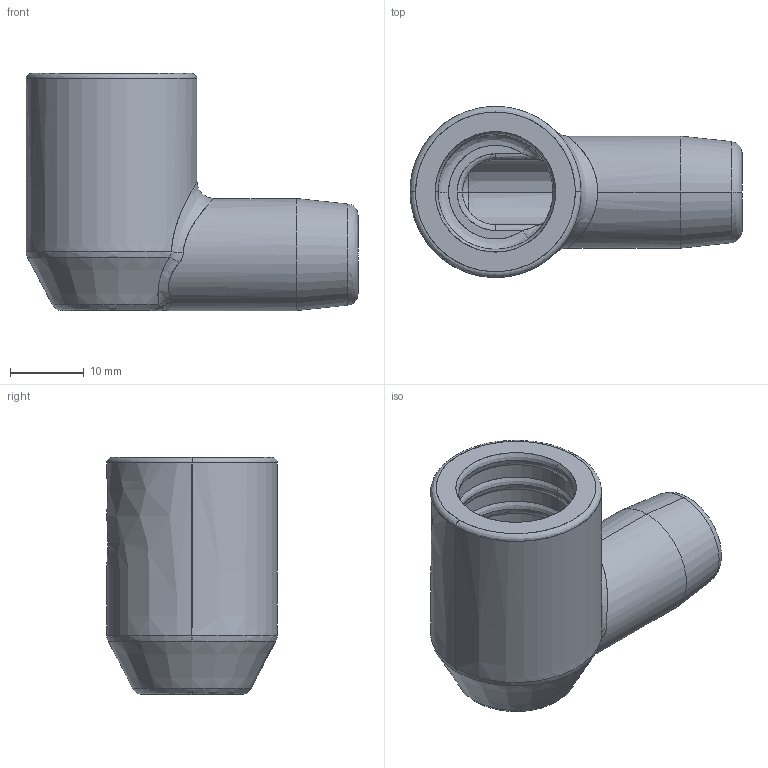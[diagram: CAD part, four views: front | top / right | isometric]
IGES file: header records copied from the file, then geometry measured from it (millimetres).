
Start section: SolidWorks IGES file using analytic representation for surfaces
Global section: file name: CB2.IGS; native system: SolidWorks 2019; preprocessor: SolidWorks 2019; author: sjohnson; date: 191101.145341; units: inch
Bounding box: 45.15 x 23.24 x 32.26 mm (x, y, z)
Surface area: 5732.5 mm2 (no closed solid volume)
Topology: 0 solids, 0 shells, 78 faces, 786 edges, 782 vertices
Faces by surface type: bspline 51, revolution 27
